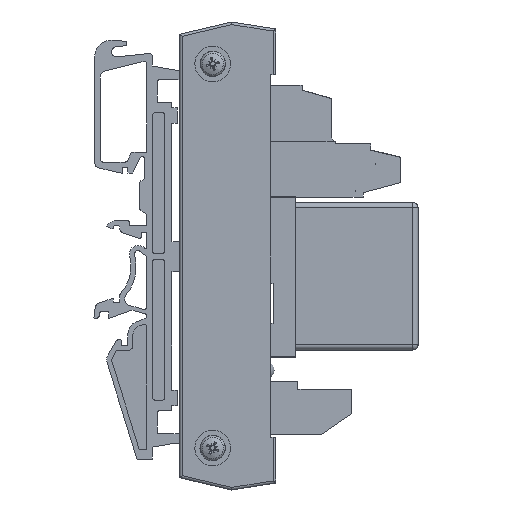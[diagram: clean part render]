
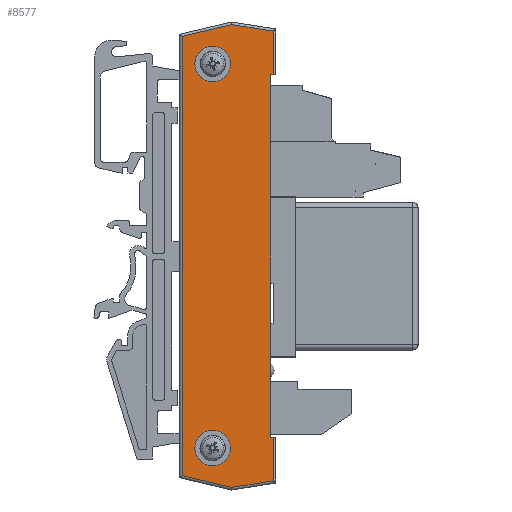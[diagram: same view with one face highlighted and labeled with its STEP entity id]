
A CAD part, left-side view. The second image highlights one B-rep face of the part: STEP entity #8577.
In plain terms, the highlighted face is planar.
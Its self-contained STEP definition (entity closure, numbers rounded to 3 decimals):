
#8116=CARTESIAN_POINT('',(-16.628,6.238,5.0));
#8117=VERTEX_POINT('',#8116);
#8124=CARTESIAN_POINT('',(54.672,6.238,5.0));
#8125=VERTEX_POINT('',#8124);
#8126=CARTESIAN_POINT('',(54.672,6.238,5.0));
#8127=DIRECTION('',(-1.0,0.0,0.0));
#8128=VECTOR('',#8127,71.3);
#8129=LINE('',#8126,#8128);
#8130=EDGE_CURVE('',#8125,#8117,#8129,.T.);
#8373=CARTESIAN_POINT('',(60.272,-5.162,5.0));
#8374=VERTEX_POINT('',#8373);
#8375=CARTESIAN_POINT('',(56.772,-5.162,5.0));
#8376=DIRECTION('',(0.0,0.0,-1.0));
#8377=DIRECTION('',(-1.0,0.0,0.0));
#8378=AXIS2_PLACEMENT_3D('',#8375,#8376,#8377);
#8379=CIRCLE('',#8378,3.5);
#8380=EDGE_CURVE('',#8374,#8374,#8379,.T.);
#8413=CARTESIAN_POINT('',(-15.228,-5.162,5.0));
#8414=VERTEX_POINT('',#8413);
#8415=CARTESIAN_POINT('',(-18.728,-5.162,5.0));
#8416=DIRECTION('',(0.0,0.0,-1.0));
#8417=DIRECTION('',(-1.0,0.0,0.0));
#8418=AXIS2_PLACEMENT_3D('',#8415,#8416,#8417);
#8419=CIRCLE('',#8418,3.5);
#8420=EDGE_CURVE('',#8414,#8414,#8419,.T.);
#8454=CARTESIAN_POINT('',(54.672,6.738,5.0));
#8455=VERTEX_POINT('',#8454);
#8456=CARTESIAN_POINT('',(54.672,6.738,5.0));
#8457=DIRECTION('',(0.0,-1.0,0.0));
#8458=VECTOR('',#8457,0.5);
#8459=LINE('',#8456,#8458);
#8460=EDGE_CURVE('',#8455,#8125,#8459,.T.);
#8485=CARTESIAN_POINT('',(-16.628,6.738,5.0));
#8486=VERTEX_POINT('',#8485);
#8494=CARTESIAN_POINT('',(-16.628,6.238,5.0));
#8495=DIRECTION('',(0.0,1.0,0.0));
#8496=VECTOR('',#8495,0.5);
#8497=LINE('',#8494,#8496);
#8498=EDGE_CURVE('',#8117,#8486,#8497,.T.);
#8507=CARTESIAN_POINT('',(19.022,-2.126,5.0));
#8508=DIRECTION('',(0.0,0.0,1.0));
#8509=DIRECTION('',(1.0,0.0,0.0));
#8510=AXIS2_PLACEMENT_3D('',#8507,#8508,#8509);
#8511=PLANE('',#8510);
#8512=ORIENTED_EDGE('',*,*,#8460,.T.);
#8513=ORIENTED_EDGE('',*,*,#8130,.T.);
#8514=ORIENTED_EDGE('',*,*,#8498,.T.);
#8515=CARTESIAN_POINT('',(-25.176,6.738,5.0));
#8516=VERTEX_POINT('',#8515);
#8517=CARTESIAN_POINT('',(-25.176,6.738,5.0));
#8518=DIRECTION('',(1.0,0.0,0.0));
#8519=VECTOR('',#8518,8.548);
#8520=LINE('',#8517,#8519);
#8521=EDGE_CURVE('',#8516,#8486,#8520,.T.);
#8522=ORIENTED_EDGE('',*,*,#8521,.F.);
#8523=CARTESIAN_POINT('',(-26.459,-1.405,5.0));
#8524=VERTEX_POINT('',#8523);
#8525=CARTESIAN_POINT('',(-26.459,-1.405,5.0));
#8526=DIRECTION('',(0.156,0.988,0.0));
#8527=VECTOR('',#8526,8.244);
#8528=LINE('',#8525,#8527);
#8529=EDGE_CURVE('',#8524,#8516,#8528,.T.);
#8530=ORIENTED_EDGE('',*,*,#8529,.F.);
#8531=CARTESIAN_POINT('',(-24.157,-11.162,5.0));
#8532=VERTEX_POINT('',#8531);
#8533=CARTESIAN_POINT('',(-24.157,-11.162,5.0));
#8534=DIRECTION('',(-0.23,0.973,0.0));
#8535=VECTOR('',#8534,10.024);
#8536=LINE('',#8533,#8535);
#8537=EDGE_CURVE('',#8532,#8524,#8536,.T.);
#8538=ORIENTED_EDGE('',*,*,#8537,.F.);
#8539=CARTESIAN_POINT('',(62.201,-11.162,5.0));
#8540=VERTEX_POINT('',#8539);
#8541=CARTESIAN_POINT('',(62.201,-11.162,5.0));
#8542=DIRECTION('',(-1.0,0.0,0.0));
#8543=VECTOR('',#8542,86.358);
#8544=LINE('',#8541,#8543);
#8545=EDGE_CURVE('',#8540,#8532,#8544,.T.);
#8546=ORIENTED_EDGE('',*,*,#8545,.F.);
#8547=CARTESIAN_POINT('',(64.503,-1.405,5.0));
#8548=VERTEX_POINT('',#8547);
#8549=CARTESIAN_POINT('',(64.503,-1.405,5.0));
#8550=DIRECTION('',(-0.23,-0.973,0.0));
#8551=VECTOR('',#8550,10.024);
#8552=LINE('',#8549,#8551);
#8553=EDGE_CURVE('',#8548,#8540,#8552,.T.);
#8554=ORIENTED_EDGE('',*,*,#8553,.F.);
#8555=CARTESIAN_POINT('',(63.22,6.738,5.0));
#8556=VERTEX_POINT('',#8555);
#8557=CARTESIAN_POINT('',(63.22,6.738,5.0));
#8558=DIRECTION('',(0.156,-0.988,0.0));
#8559=VECTOR('',#8558,8.244);
#8560=LINE('',#8557,#8559);
#8561=EDGE_CURVE('',#8556,#8548,#8560,.T.);
#8562=ORIENTED_EDGE('',*,*,#8561,.F.);
#8563=CARTESIAN_POINT('',(54.672,6.738,5.0));
#8564=DIRECTION('',(1.0,0.0,0.0));
#8565=VECTOR('',#8564,8.548);
#8566=LINE('',#8563,#8565);
#8567=EDGE_CURVE('',#8455,#8556,#8566,.T.);
#8568=ORIENTED_EDGE('',*,*,#8567,.F.);
#8569=EDGE_LOOP('',(#8512,#8513,#8514,#8522,#8530,#8538,#8546,#8554,#8562,#8568));
#8570=FACE_OUTER_BOUND('',#8569,.T.);
#8571=ORIENTED_EDGE('',*,*,#8380,.T.);
#8572=EDGE_LOOP('',(#8571));
#8573=FACE_BOUND('',#8572,.T.);
#8574=ORIENTED_EDGE('',*,*,#8420,.T.);
#8575=EDGE_LOOP('',(#8574));
#8576=FACE_BOUND('',#8575,.T.);
#8577=ADVANCED_FACE('',(#8570,#8573,#8576),#8511,.T.);
